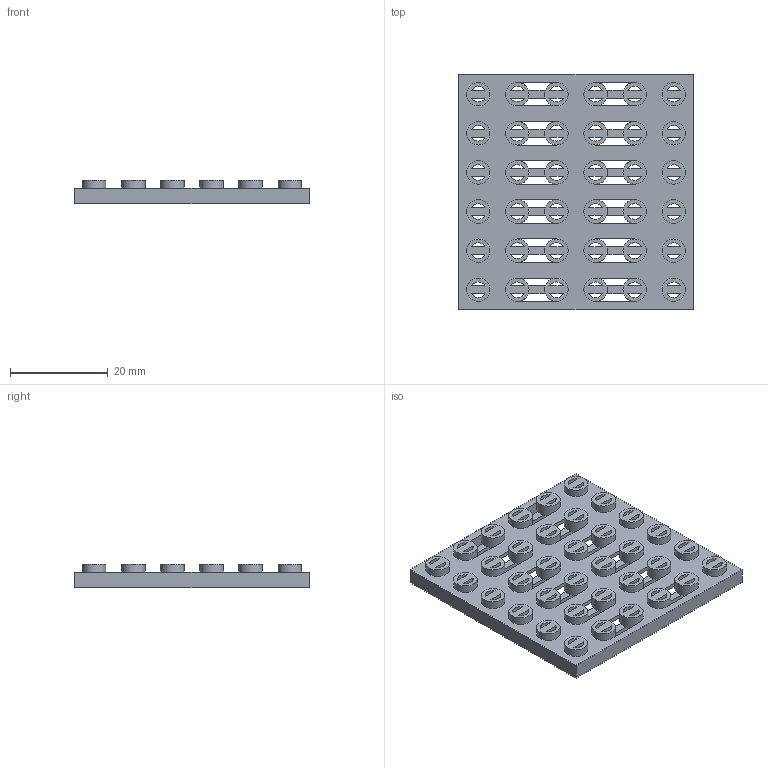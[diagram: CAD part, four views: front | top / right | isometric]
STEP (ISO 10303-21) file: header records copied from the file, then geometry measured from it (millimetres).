
FILE_DESCRIPTION(/* description */ (''),/* implementation_level */ '2;1');
FILE_NAME(/* name */ '6x6 Speaker Grate v7.step',/* time_stamp */ '2023-09-15T15:21:23-06:00',/* author */ (''),/* organization */ (''),/* preprocessor_version */ 'ST-DEVELOPER v20',/* originating_system */ 'Autodesk Translation Framework v12.9.0.99',/* authorisation */ '');
FILE_SCHEMA (('AUTOMOTIVE_DESIGN { 1 0 10303 214 3 1 1 }'));
Length unit declared in the file: millimetre
Products named in the file (1): 6x6 Speaker Grate
Bounding box: 48 x 48 x 4.8 mm (x, y, z)
Volume: 4569.3 mm3; surface area: 8879.8 mm2
Topology: 1 solids, 1 shells, 326 faces, 1128 edges, 736 vertices
Faces by surface type: plane 218, cylinder 108
Full cylindrical faces by diameter (mm): 4.8 x36
Entity records: 12584 total; most frequent: ORIENTED_EDGE 2256, CARTESIAN_POINT 2191, DIRECTION 2094, EDGE_CURVE 1128, LINE 816, VECTOR 816, VERTEX_POINT 736, AXIS2_PLACEMENT_3D 639
